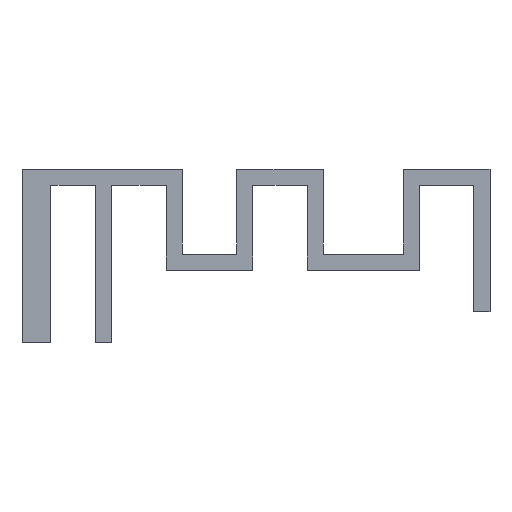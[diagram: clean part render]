
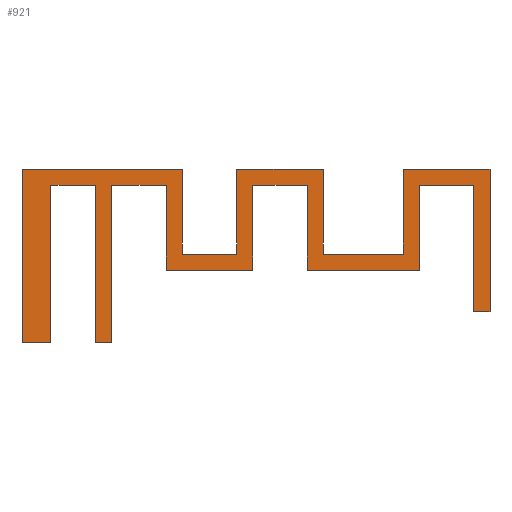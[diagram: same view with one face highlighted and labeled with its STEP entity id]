
A CAD part, top view. The second image highlights one B-rep face of the part: STEP entity #921.
In plain terms, the highlighted planar face has unit normal (0, 0, 1).
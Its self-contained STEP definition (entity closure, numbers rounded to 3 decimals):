
#24 = VERTEX_POINT('',#25);
#25 = CARTESIAN_POINT('',(0.,0.,0.035));
#31 = EDGE_CURVE('',#24,#32,#34,.T.);
#32 = VERTEX_POINT('',#33);
#33 = CARTESIAN_POINT('',(0.,4.9,0.035));
#34 = LINE('',#35,#36);
#35 = CARTESIAN_POINT('',(0.,0.,0.035));
#36 = VECTOR('',#37,1.);
#37 = DIRECTION('',(0.,1.,0.));
#62 = EDGE_CURVE('',#32,#63,#65,.T.);
#63 = VERTEX_POINT('',#64);
#64 = CARTESIAN_POINT('',(-1.4,4.9,0.035));
#65 = LINE('',#66,#67);
#66 = CARTESIAN_POINT('',(0.,4.9,0.035));
#67 = VECTOR('',#68,1.);
#68 = DIRECTION('',(-1.,0.,0.));
#93 = EDGE_CURVE('',#63,#94,#96,.T.);
#94 = VERTEX_POINT('',#95);
#95 = CARTESIAN_POINT('',(-1.4,0.,0.035));
#96 = LINE('',#97,#98);
#97 = CARTESIAN_POINT('',(-1.4,4.9,0.035));
#98 = VECTOR('',#99,1.);
#99 = DIRECTION('',(0.,-1.,0.));
#124 = EDGE_CURVE('',#94,#125,#127,.T.);
#125 = VERTEX_POINT('',#126);
#126 = CARTESIAN_POINT('',(-2.3,0.,0.035));
#127 = LINE('',#128,#129);
#128 = CARTESIAN_POINT('',(-1.4,0.,0.035));
#129 = VECTOR('',#130,1.);
#130 = DIRECTION('',(-1.,0.,0.));
#155 = EDGE_CURVE('',#125,#156,#158,.T.);
#156 = VERTEX_POINT('',#157);
#157 = CARTESIAN_POINT('',(-2.3,5.4,0.035));
#158 = LINE('',#159,#160);
#159 = CARTESIAN_POINT('',(-2.3,0.,0.035));
#160 = VECTOR('',#161,1.);
#161 = DIRECTION('',(0.,1.,0.));
#186 = EDGE_CURVE('',#156,#187,#189,.T.);
#187 = VERTEX_POINT('',#188);
#188 = CARTESIAN_POINT('',(2.7,5.4,0.035));
#189 = LINE('',#190,#191);
#190 = CARTESIAN_POINT('',(-2.3,5.4,0.035));
#191 = VECTOR('',#192,1.);
#192 = DIRECTION('',(1.,0.,0.));
#217 = EDGE_CURVE('',#187,#218,#220,.T.);
#218 = VERTEX_POINT('',#219);
#219 = CARTESIAN_POINT('',(2.7,2.76,0.035));
#220 = LINE('',#221,#222);
#221 = CARTESIAN_POINT('',(2.7,5.4,0.035));
#222 = VECTOR('',#223,1.);
#223 = DIRECTION('',(0.,-1.,0.));
#248 = EDGE_CURVE('',#218,#249,#251,.T.);
#249 = VERTEX_POINT('',#250);
#250 = CARTESIAN_POINT('',(4.4,2.76,0.035));
#251 = LINE('',#252,#253);
#252 = CARTESIAN_POINT('',(2.7,2.76,0.035));
#253 = VECTOR('',#254,1.);
#254 = DIRECTION('',(1.,0.,0.));
#279 = EDGE_CURVE('',#249,#280,#282,.T.);
#280 = VERTEX_POINT('',#281);
#281 = CARTESIAN_POINT('',(4.4,5.4,0.035));
#282 = LINE('',#283,#284);
#283 = CARTESIAN_POINT('',(4.4,2.76,0.035));
#284 = VECTOR('',#285,1.);
#285 = DIRECTION('',(0.,1.,0.));
#310 = EDGE_CURVE('',#280,#311,#313,.T.);
#311 = VERTEX_POINT('',#312);
#312 = CARTESIAN_POINT('',(7.1,5.4,0.035));
#313 = LINE('',#314,#315);
#314 = CARTESIAN_POINT('',(4.4,5.4,0.035));
#315 = VECTOR('',#316,1.);
#316 = DIRECTION('',(1.,0.,0.));
#341 = EDGE_CURVE('',#311,#342,#344,.T.);
#342 = VERTEX_POINT('',#343);
#343 = CARTESIAN_POINT('',(7.1,2.76,0.035));
#344 = LINE('',#345,#346);
#345 = CARTESIAN_POINT('',(7.1,5.4,0.035));
#346 = VECTOR('',#347,1.);
#347 = DIRECTION('',(0.,-1.,0.));
#372 = EDGE_CURVE('',#342,#373,#375,.T.);
#373 = VERTEX_POINT('',#374);
#374 = CARTESIAN_POINT('',(9.6,2.76,0.035));
#375 = LINE('',#376,#377);
#376 = CARTESIAN_POINT('',(7.1,2.76,0.035));
#377 = VECTOR('',#378,1.);
#378 = DIRECTION('',(1.,0.,0.));
#403 = EDGE_CURVE('',#373,#404,#406,.T.);
#404 = VERTEX_POINT('',#405);
#405 = CARTESIAN_POINT('',(9.6,5.4,0.035));
#406 = LINE('',#407,#408);
#407 = CARTESIAN_POINT('',(9.6,2.76,0.035));
#408 = VECTOR('',#409,1.);
#409 = DIRECTION('',(0.,1.,0.));
#434 = EDGE_CURVE('',#404,#435,#437,.T.);
#435 = VERTEX_POINT('',#436);
#436 = CARTESIAN_POINT('',(12.3,5.4,0.035));
#437 = LINE('',#438,#439);
#438 = CARTESIAN_POINT('',(9.6,5.4,0.035));
#439 = VECTOR('',#440,1.);
#440 = DIRECTION('',(1.,0.,0.));
#465 = EDGE_CURVE('',#435,#466,#468,.T.);
#466 = VERTEX_POINT('',#467);
#467 = CARTESIAN_POINT('',(12.3,0.96,0.035));
#468 = LINE('',#469,#470);
#469 = CARTESIAN_POINT('',(12.3,5.4,0.035));
#470 = VECTOR('',#471,1.);
#471 = DIRECTION('',(0.,-1.,0.));
#496 = EDGE_CURVE('',#466,#497,#499,.T.);
#497 = VERTEX_POINT('',#498);
#498 = CARTESIAN_POINT('',(11.8,0.96,0.035));
#499 = LINE('',#500,#501);
#500 = CARTESIAN_POINT('',(12.3,0.96,0.035));
#501 = VECTOR('',#502,1.);
#502 = DIRECTION('',(-1.,0.,0.));
#527 = EDGE_CURVE('',#497,#528,#530,.T.);
#528 = VERTEX_POINT('',#529);
#529 = CARTESIAN_POINT('',(11.8,4.9,0.035));
#530 = LINE('',#531,#532);
#531 = CARTESIAN_POINT('',(11.8,0.96,0.035));
#532 = VECTOR('',#533,1.);
#533 = DIRECTION('',(0.,1.,0.));
#558 = EDGE_CURVE('',#528,#559,#561,.T.);
#559 = VERTEX_POINT('',#560);
#560 = CARTESIAN_POINT('',(10.1,4.9,0.035));
#561 = LINE('',#562,#563);
#562 = CARTESIAN_POINT('',(11.8,4.9,0.035));
#563 = VECTOR('',#564,1.);
#564 = DIRECTION('',(-1.,0.,0.));
#589 = EDGE_CURVE('',#559,#590,#592,.T.);
#590 = VERTEX_POINT('',#591);
#591 = CARTESIAN_POINT('',(10.1,2.26,0.035));
#592 = LINE('',#593,#594);
#593 = CARTESIAN_POINT('',(10.1,4.9,0.035));
#594 = VECTOR('',#595,1.);
#595 = DIRECTION('',(0.,-1.,0.));
#620 = EDGE_CURVE('',#590,#621,#623,.T.);
#621 = VERTEX_POINT('',#622);
#622 = CARTESIAN_POINT('',(6.6,2.26,0.035));
#623 = LINE('',#624,#625);
#624 = CARTESIAN_POINT('',(10.1,2.26,0.035));
#625 = VECTOR('',#626,1.);
#626 = DIRECTION('',(-1.,0.,0.));
#651 = EDGE_CURVE('',#621,#652,#654,.T.);
#652 = VERTEX_POINT('',#653);
#653 = CARTESIAN_POINT('',(6.6,4.9,0.035));
#654 = LINE('',#655,#656);
#655 = CARTESIAN_POINT('',(6.6,2.26,0.035));
#656 = VECTOR('',#657,1.);
#657 = DIRECTION('',(0.,1.,0.));
#682 = EDGE_CURVE('',#652,#683,#685,.T.);
#683 = VERTEX_POINT('',#684);
#684 = CARTESIAN_POINT('',(4.9,4.9,0.035));
#685 = LINE('',#686,#687);
#686 = CARTESIAN_POINT('',(6.6,4.9,0.035));
#687 = VECTOR('',#688,1.);
#688 = DIRECTION('',(-1.,0.,0.));
#713 = EDGE_CURVE('',#683,#714,#716,.T.);
#714 = VERTEX_POINT('',#715);
#715 = CARTESIAN_POINT('',(4.9,2.26,0.035));
#716 = LINE('',#717,#718);
#717 = CARTESIAN_POINT('',(4.9,4.9,0.035));
#718 = VECTOR('',#719,1.);
#719 = DIRECTION('',(0.,-1.,0.));
#744 = EDGE_CURVE('',#714,#745,#747,.T.);
#745 = VERTEX_POINT('',#746);
#746 = CARTESIAN_POINT('',(2.2,2.26,0.035));
#747 = LINE('',#748,#749);
#748 = CARTESIAN_POINT('',(4.9,2.26,0.035));
#749 = VECTOR('',#750,1.);
#750 = DIRECTION('',(-1.,0.,0.));
#775 = EDGE_CURVE('',#745,#776,#778,.T.);
#776 = VERTEX_POINT('',#777);
#777 = CARTESIAN_POINT('',(2.2,4.9,0.035));
#778 = LINE('',#779,#780);
#779 = CARTESIAN_POINT('',(2.2,2.26,0.035));
#780 = VECTOR('',#781,1.);
#781 = DIRECTION('',(0.,1.,0.));
#806 = EDGE_CURVE('',#776,#807,#809,.T.);
#807 = VERTEX_POINT('',#808);
#808 = CARTESIAN_POINT('',(0.5,4.9,0.035));
#809 = LINE('',#810,#811);
#810 = CARTESIAN_POINT('',(2.2,4.9,0.035));
#811 = VECTOR('',#812,1.);
#812 = DIRECTION('',(-1.,0.,0.));
#837 = EDGE_CURVE('',#807,#838,#840,.T.);
#838 = VERTEX_POINT('',#839);
#839 = CARTESIAN_POINT('',(0.5,0.,0.035));
#840 = LINE('',#841,#842);
#841 = CARTESIAN_POINT('',(0.5,4.9,0.035));
#842 = VECTOR('',#843,1.);
#843 = DIRECTION('',(0.,-1.,0.));
#868 = EDGE_CURVE('',#838,#24,#869,.T.);
#869 = LINE('',#870,#871);
#870 = CARTESIAN_POINT('',(0.5,0.,0.035));
#871 = VECTOR('',#872,1.);
#872 = DIRECTION('',(-1.,0.,0.));
#921 = ADVANCED_FACE('',(#922),#952,.T.);
#922 = FACE_BOUND('',#923,.F.);
#923 = EDGE_LOOP('',(#924,#925,#926,#927,#928,#929,#930,#931,#932,#933,
    #934,#935,#936,#937,#938,#939,#940,#941,#942,#943,#944,#945,#946,
    #947,#948,#949,#950,#951));
#924 = ORIENTED_EDGE('',*,*,#31,.T.);
#925 = ORIENTED_EDGE('',*,*,#62,.T.);
#926 = ORIENTED_EDGE('',*,*,#93,.T.);
#927 = ORIENTED_EDGE('',*,*,#124,.T.);
#928 = ORIENTED_EDGE('',*,*,#155,.T.);
#929 = ORIENTED_EDGE('',*,*,#186,.T.);
#930 = ORIENTED_EDGE('',*,*,#217,.T.);
#931 = ORIENTED_EDGE('',*,*,#248,.T.);
#932 = ORIENTED_EDGE('',*,*,#279,.T.);
#933 = ORIENTED_EDGE('',*,*,#310,.T.);
#934 = ORIENTED_EDGE('',*,*,#341,.T.);
#935 = ORIENTED_EDGE('',*,*,#372,.T.);
#936 = ORIENTED_EDGE('',*,*,#403,.T.);
#937 = ORIENTED_EDGE('',*,*,#434,.T.);
#938 = ORIENTED_EDGE('',*,*,#465,.T.);
#939 = ORIENTED_EDGE('',*,*,#496,.T.);
#940 = ORIENTED_EDGE('',*,*,#527,.T.);
#941 = ORIENTED_EDGE('',*,*,#558,.T.);
#942 = ORIENTED_EDGE('',*,*,#589,.T.);
#943 = ORIENTED_EDGE('',*,*,#620,.T.);
#944 = ORIENTED_EDGE('',*,*,#651,.T.);
#945 = ORIENTED_EDGE('',*,*,#682,.T.);
#946 = ORIENTED_EDGE('',*,*,#713,.T.);
#947 = ORIENTED_EDGE('',*,*,#744,.T.);
#948 = ORIENTED_EDGE('',*,*,#775,.T.);
#949 = ORIENTED_EDGE('',*,*,#806,.T.);
#950 = ORIENTED_EDGE('',*,*,#837,.T.);
#951 = ORIENTED_EDGE('',*,*,#868,.T.);
#952 = PLANE('',#953);
#953 = AXIS2_PLACEMENT_3D('',#954,#955,#956);
#954 = CARTESIAN_POINT('',(4.517,3.442,0.035));
#955 = DIRECTION('',(0.,0.,1.));
#956 = DIRECTION('',(1.,0.,0.));
